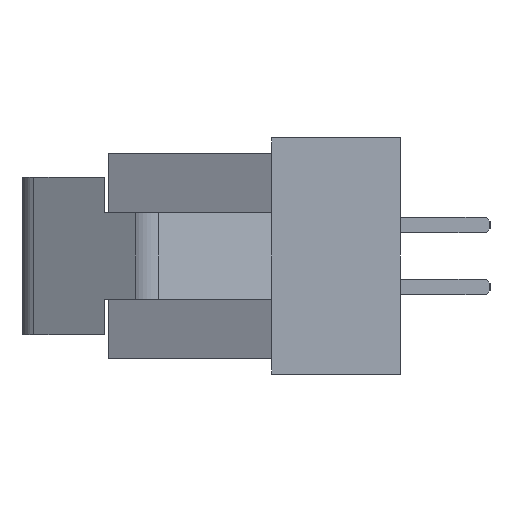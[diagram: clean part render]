
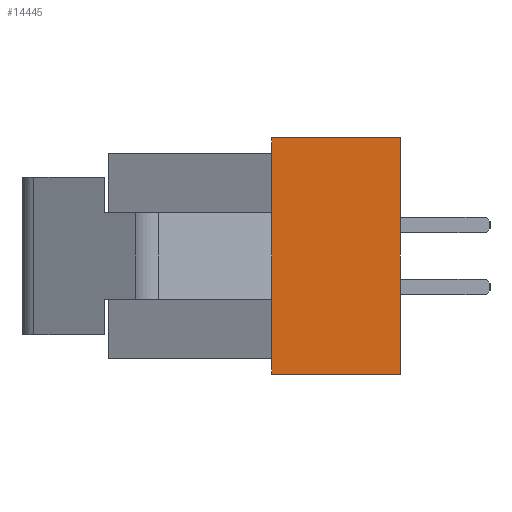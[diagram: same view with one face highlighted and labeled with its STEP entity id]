
A CAD part, left-side view. The second image highlights one B-rep face of the part: STEP entity #14445.
In plain terms, the highlighted planar face has unit normal (-1, 0, 0).
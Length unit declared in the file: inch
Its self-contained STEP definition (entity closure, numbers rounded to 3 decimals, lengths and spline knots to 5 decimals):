
#3891=ORIENTED_EDGE('',*,*,#6153,.T.);
#3892=ORIENTED_EDGE('',*,*,#5996,.F.);
#3893=ORIENTED_EDGE('',*,*,#6055,.T.);
#3894=ORIENTED_EDGE('',*,*,#6154,.F.);
#3895=ORIENTED_EDGE('',*,*,#6155,.T.);
#3896=ORIENTED_EDGE('',*,*,#6116,.F.);
#3897=ORIENTED_EDGE('',*,*,#6156,.F.);
#3898=ORIENTED_EDGE('',*,*,#6157,.F.);
#5996=EDGE_CURVE('',#7457,#7454,#9429,.T.);
#6055=EDGE_CURVE('',#7457,#7504,#9486,.T.);
#6116=EDGE_CURVE('',#7546,#7547,#9547,.T.);
#6153=EDGE_CURVE('',#7520,#7454,#9584,.T.);
#6154=EDGE_CURVE('',#7571,#7504,#9585,.T.);
#6155=EDGE_CURVE('',#7571,#7547,#9586,.T.);
#6156=EDGE_CURVE('',#7572,#7546,#9587,.T.);
#6157=EDGE_CURVE('',#7520,#7572,#9588,.T.);
#7454=VERTEX_POINT('',#22364);
#7457=VERTEX_POINT('',#22369);
#7504=VERTEX_POINT('',#22489);
#7520=VERTEX_POINT('',#22533);
#7546=VERTEX_POINT('',#22604);
#7547=VERTEX_POINT('',#22606);
#7571=VERTEX_POINT('',#22678);
#7572=VERTEX_POINT('',#22681);
#9429=LINE('',#22370,#11476);
#9486=LINE('',#22488,#11533);
#9547=LINE('',#22605,#11594);
#9584=LINE('',#22675,#11631);
#9585=LINE('',#22677,#11632);
#9586=LINE('',#22679,#11633);
#9587=LINE('',#22680,#11634);
#9588=LINE('',#22682,#11635);
#11476=VECTOR('',#18287,39.37008);
#11533=VECTOR('',#18374,39.37008);
#11594=VECTOR('',#18461,39.37008);
#11631=VECTOR('',#18516,39.37008);
#11632=VECTOR('',#18519,39.37008);
#11633=VECTOR('',#18520,39.37008);
#11634=VECTOR('',#18521,39.37008);
#11635=VECTOR('',#18522,39.37008);
#12356=EDGE_LOOP('',(#3891,#3892,#3893,#3894,#3895,#3896,#3897,#3898));
#13055=FACE_BOUND('',#12356,.T.);
#13754=PLANE('',#15186);
#14445=ADVANCED_FACE('',(#13055),#13754,.F.);
#15186=AXIS2_PLACEMENT_3D('',#22676,#18517,#18518);
#18287=DIRECTION('',(0.,0.,1.));
#18374=DIRECTION('',(0.,0.,-1.));
#18461=DIRECTION('',(0.,0.,-1.));
#18516=DIRECTION('',(0.,0.,-1.));
#18517=DIRECTION('',(1.,0.,0.));
#18518=DIRECTION('',(0.,0.,-1.));
#18519=DIRECTION('',(0.,0.,1.));
#18520=DIRECTION('',(0.,-1.,0.));
#18521=DIRECTION('',(0.,-1.,0.));
#18522=DIRECTION('',(0.,0.,1.));
#22364=CARTESIAN_POINT('',(-1.25525,0.163,0.055));
#22369=CARTESIAN_POINT('',(-1.25525,0.163,-0.055));
#22370=CARTESIAN_POINT('',(-1.25525,0.163,-0.055));
#22488=CARTESIAN_POINT('',(-1.25525,0.163,0.13));
#22489=CARTESIAN_POINT('',(-1.25525,0.163,-0.13));
#22533=CARTESIAN_POINT('',(-1.25525,0.163,0.13));
#22604=CARTESIAN_POINT('',(-1.25525,0.,0.15));
#22605=CARTESIAN_POINT('',(-1.25525,0.,0.13));
#22606=CARTESIAN_POINT('',(-1.25525,0.,-0.15));
#22675=CARTESIAN_POINT('',(-1.25525,0.163,0.13));
#22676=CARTESIAN_POINT('',(-1.25525,0.163,0.13));
#22677=CARTESIAN_POINT('',(-1.25525,0.163,-0.15));
#22678=CARTESIAN_POINT('',(-1.25525,0.163,-0.15));
#22679=CARTESIAN_POINT('',(-1.25525,0.163,-0.15));
#22680=CARTESIAN_POINT('',(-1.25525,0.163,0.15));
#22681=CARTESIAN_POINT('',(-1.25525,0.163,0.15));
#22682=CARTESIAN_POINT('',(-1.25525,0.163,-0.15));
